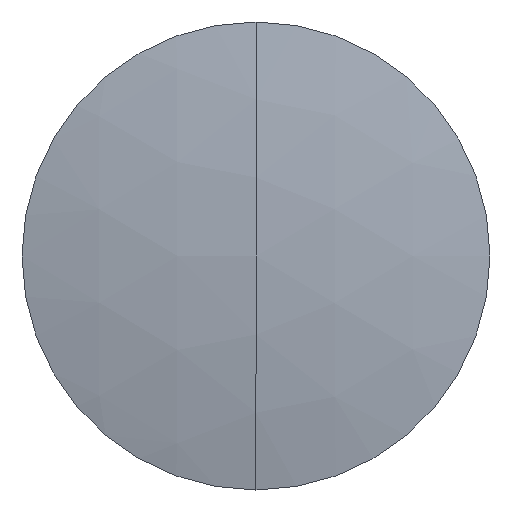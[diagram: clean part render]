
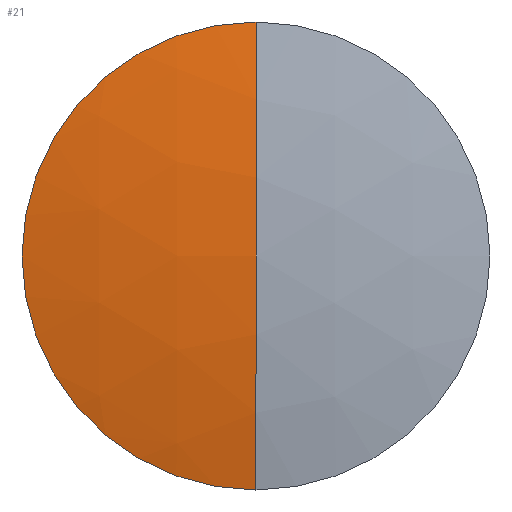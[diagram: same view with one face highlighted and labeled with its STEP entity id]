
A CAD part, left-side view. The second image highlights one B-rep face of the part: STEP entity #21.
In plain terms, the highlighted spherical face has radius 60.6 mm.
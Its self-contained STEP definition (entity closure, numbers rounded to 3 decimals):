
#17 = CARTESIAN_POINT ( 'NONE',  ( 352.502, 0., 0. ) ) ;
#21 = ADVANCED_FACE ( 'NONE', ( #287 ), #210, .T. ) ;
#26 = AXIS2_PLACEMENT_3D ( 'NONE', #109, #301, #86 ) ;
#30 = ORIENTED_EDGE ( 'NONE', *, *, #316, .F. ) ;
#32 = DIRECTION ( 'NONE',  ( 0., 0., 1. ) ) ;
#34 = ORIENTED_EDGE ( 'NONE', *, *, #342, .T. ) ;
#42 = DIRECTION ( 'NONE',  ( 0., 0., 1. ) ) ;
#59 = CARTESIAN_POINT ( 'NONE',  ( 411.756, 0., 0. ) ) ;
#65 = VERTEX_POINT ( 'NONE', #329 ) ;
#66 = EDGE_CURVE ( 'NONE', #65, #74, #236, .T. ) ;
#74 = VERTEX_POINT ( 'NONE', #166 ) ;
#86 = DIRECTION ( 'NONE',  ( 0., 0., -1. ) ) ;
#105 = AXIS2_PLACEMENT_3D ( 'NONE', #17, #199, #42 ) ;
#109 = CARTESIAN_POINT ( 'NONE',  ( 411.756, 0., 0. ) ) ;
#120 = CIRCLE ( 'NONE', #105, 12.7 ) ;
#141 = EDGE_LOOP ( 'NONE', ( #34, #343, #30 ) ) ;
#157 = CARTESIAN_POINT ( 'NONE',  ( 352.502, 0., 12.7 ) ) ;
#166 = CARTESIAN_POINT ( 'NONE',  ( 351.156, 0., 0. ) ) ;
#199 = DIRECTION ( 'NONE',  ( -1., 0., 0. ) ) ;
#200 = CIRCLE ( 'NONE', #26, 60.6 ) ;
#202 = VERTEX_POINT ( 'NONE', #157 ) ;
#210 = SPHERICAL_SURFACE ( 'NONE', #259, 60.6 ) ;
#215 = DIRECTION ( 'NONE',  ( 0., 1., 0. ) ) ;
#236 = CIRCLE ( 'NONE', #240, 60.6 ) ;
#240 = AXIS2_PLACEMENT_3D ( 'NONE', #59, #215, #32 ) ;
#250 = DIRECTION ( 'NONE',  ( 0., 0., 1. ) ) ;
#259 = AXIS2_PLACEMENT_3D ( 'NONE', #312, #310, #250 ) ;
#287 = FACE_OUTER_BOUND ( 'NONE', #141, .T. ) ;
#301 = DIRECTION ( 'NONE',  ( 0., -1., 0. ) ) ;
#310 = DIRECTION ( 'NONE',  ( 0., 1., 0. ) ) ;
#312 = CARTESIAN_POINT ( 'NONE',  ( 411.756, 0., 0. ) ) ;
#316 = EDGE_CURVE ( 'NONE', #202, #74, #200, .T. ) ;
#329 = CARTESIAN_POINT ( 'NONE',  ( 352.502, 0., -12.7 ) ) ;
#342 = EDGE_CURVE ( 'NONE', #202, #65, #120, .T. ) ;
#343 = ORIENTED_EDGE ( 'NONE', *, *, #66, .T. ) ;
